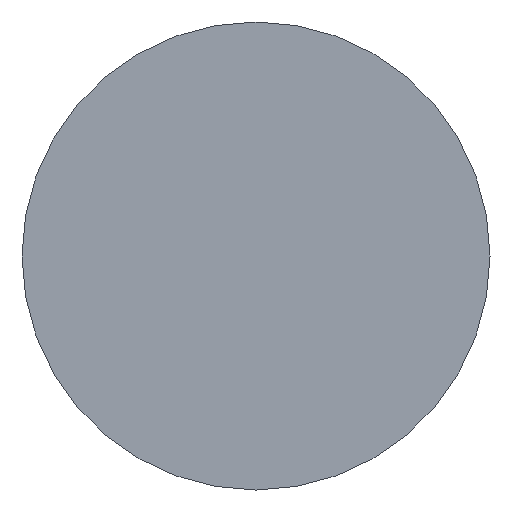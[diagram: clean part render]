
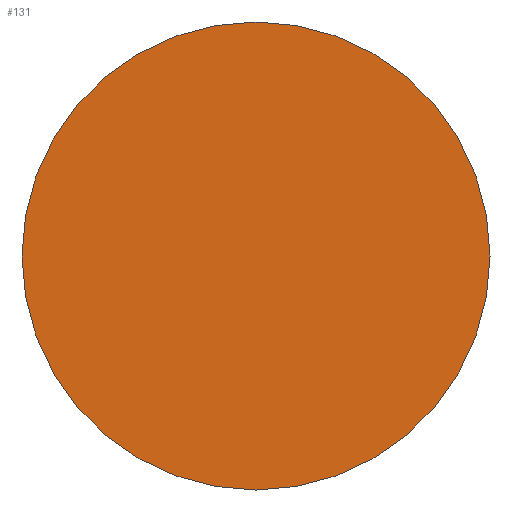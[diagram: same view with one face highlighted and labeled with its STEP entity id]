
A CAD part, front view. The second image highlights one B-rep face of the part: STEP entity #131.
In plain terms, the highlighted planar face has unit normal (0, -1, 0).
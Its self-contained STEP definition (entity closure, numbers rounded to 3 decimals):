
#131=ADVANCED_FACE('',(#309),#310,.T.);
#133=VERTEX_POINT('',#312);
#143=VERTEX_POINT('',#324);
#213=EDGE_CURVE('',#133,#143,#400,.T.);
#253=EDGE_CURVE('',#143,#133,#449,.T.);
#309=FACE_OUTER_BOUND('',#506,.T.);
#310=PLANE('',#507);
#312=CARTESIAN_POINT('',(-37.5,-40.0,0.));
#324=CARTESIAN_POINT('',(37.5,-40.0,0.));
#400=CIRCLE('',#621,37.5);
#449=CIRCLE('',#681,37.5);
#506=EDGE_LOOP('',(#721,#722));
#507=AXIS2_PLACEMENT_3D('',#723,#724,#725);
#621=AXIS2_PLACEMENT_3D('',#812,#813,#814);
#681=AXIS2_PLACEMENT_3D('',#902,#903,#904);
#721=ORIENTED_EDGE('',*,*,#253,.T.);
#722=ORIENTED_EDGE('',*,*,#213,.T.);
#723=CARTESIAN_POINT('',(0.0,-40.0,0.));
#724=DIRECTION('',(0.0,-1.0,0.));
#725=DIRECTION('',(1.0,0.0,0.0));
#812=CARTESIAN_POINT('',(0.0,-40.0,0.));
#813=DIRECTION('',(0.0,-1.0,0.));
#814=DIRECTION('',(1.0,0.0,0.0));
#902=CARTESIAN_POINT('',(0.0,-40.0,0.));
#903=DIRECTION('',(0.0,-1.0,0.));
#904=DIRECTION('',(1.0,0.0,0.0));
